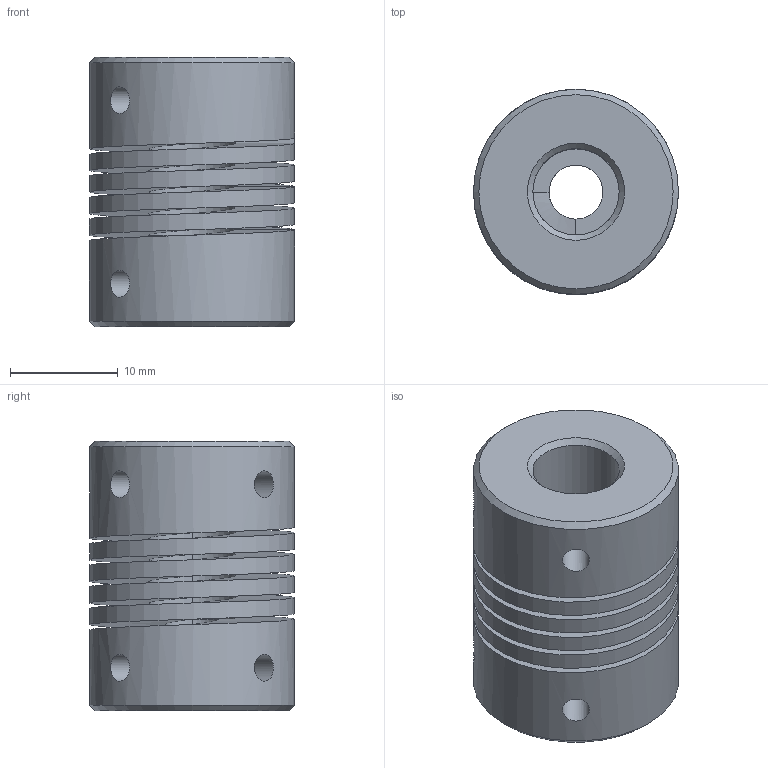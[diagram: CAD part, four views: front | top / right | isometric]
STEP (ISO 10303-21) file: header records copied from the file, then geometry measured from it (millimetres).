
FILE_DESCRIPTION(('FreeCAD Model'),'2;1');
FILE_NAME('Open CASCADE Shape Model','2022-01-18T13:38:51',('Author'),( ''),'Open CASCADE STEP processor 7.5','FreeCAD','Unknown');
FILE_SCHEMA(('AUTOMOTIVE_DESIGN { 1 0 10303 214 1 1 1 1 }'));
Length unit declared in the file: millimetre
Products named in the file (1): Flex-Coupler-5-8mm
Bounding box: 19 x 19 x 25 mm (x, y, z)
Volume: 5355.5 mm3; surface area: 4844 mm2
Topology: 1 solids, 1 shells, 37 faces, 83 edges, 46 vertices
Faces by surface type: cylinder 18, bspline 10, plane 5, cone 4
Full cylindrical faces by diameter (mm): 2.5 x4, 5 x1, 8 x5, 19 x6
Entity records: 8321 total; most frequent: CARTESIAN_POINT 6789, DIRECTION 210, ORIENTED_EDGE 166, PCURVE 166, DEFINITIONAL_REPRESENTATION 166, LINE 123, VECTOR 123, B_SPLINE_CURVE_WITH_KNOTS 106
